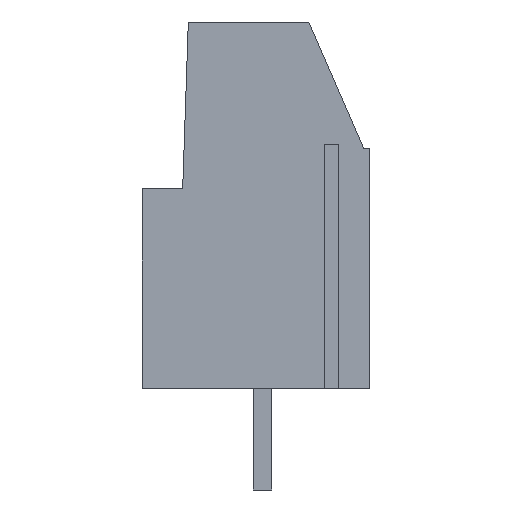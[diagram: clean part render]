
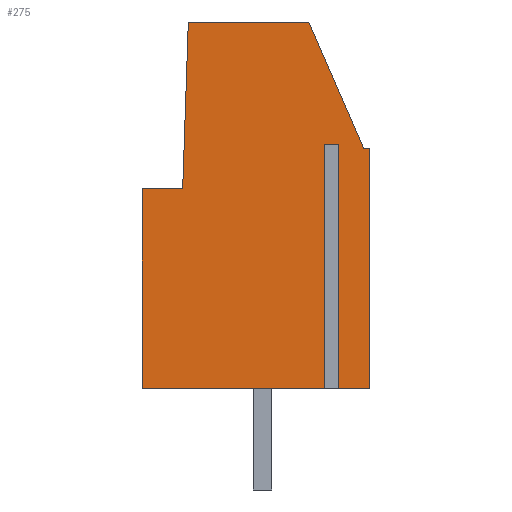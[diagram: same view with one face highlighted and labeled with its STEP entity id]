
A CAD part, left-side view. The second image highlights one B-rep face of the part: STEP entity #275.
In plain terms, the highlighted planar face has unit normal (-1, 0, 0).
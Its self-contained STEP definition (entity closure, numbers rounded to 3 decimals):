
#13=DIRECTION('',(0.,0.,1.));
#21=EDGE_CURVE('',#22,#24,#26,.T.);
#22=VERTEX_POINT('',#23);
#23=CARTESIAN_POINT('',(-2.54,-5.283,0.));
#24=VERTEX_POINT('',#25);
#25=CARTESIAN_POINT('',(-2.54,-3.562,0.));
#26=LINE('',#23,#27);
#27=VECTOR('',#28,1.);
#28=DIRECTION('',(0.,1.,0.));
#35=DIRECTION('',(1.,0.,0.));
#53=VECTOR('',#54,1.);
#54=DIRECTION('',(0.,-1.,0.));
#68=VERTEX_POINT('',#69);
#69=CARTESIAN_POINT('',(-2.54,5.917,0.));
#72=EDGE_CURVE('',#73,#68,#26,.T.);
#73=VERTEX_POINT('',#74);
#74=CARTESIAN_POINT('',(-2.54,-3.205,0.));
#275=ADVANCED_FACE('',(#276),#335,.F.);
#276=FACE_BOUND('',#277,.F.);
#277=EDGE_LOOP('',(#278,#287,#292,#298,#299,#305,#310,#313,#314,#319,#324,#331));
#278=ORIENTED_EDGE('',*,*,#279,.T.);
#279=EDGE_CURVE('',#280,#282,#284,.T.);
#280=VERTEX_POINT('',#281);
#281=CARTESIAN_POINT('',(-2.54,-2.283,18.));
#282=VERTEX_POINT('',#283);
#283=CARTESIAN_POINT('',(-2.54,-4.983,11.8));
#284=LINE('',#281,#285);
#285=VECTOR('',#286,1.);
#286=DIRECTION('',(0.,-0.399,-0.917));
#287=ORIENTED_EDGE('',*,*,#288,.T.);
#288=EDGE_CURVE('',#282,#289,#291,.T.);
#289=VERTEX_POINT('',#290);
#290=CARTESIAN_POINT('',(-2.54,-5.283,11.8));
#291=LINE('',#283,#53);
#292=ORIENTED_EDGE('',*,*,#293,.T.);
#293=EDGE_CURVE('',#289,#22,#294,.T.);
#294=LINE('',#295,#296);
#295=CARTESIAN_POINT('',(-2.54,-5.283,18.));
#296=VECTOR('',#297,1.);
#297=DIRECTION('',(0.,0.,-1.));
#298=ORIENTED_EDGE('',*,*,#21,.T.);
#299=ORIENTED_EDGE('',*,*,#300,.T.);
#300=EDGE_CURVE('',#24,#301,#303,.T.);
#301=VERTEX_POINT('',#302);
#302=CARTESIAN_POINT('',(-2.54,-3.562,12.));
#303=LINE('',#25,#304);
#304=VECTOR('',#13,1.);
#305=ORIENTED_EDGE('',*,*,#306,.T.);
#306=EDGE_CURVE('',#301,#307,#309,.T.);
#307=VERTEX_POINT('',#308);
#308=CARTESIAN_POINT('',(-2.54,-3.205,12.));
#309=LINE('',#302,#27);
#310=ORIENTED_EDGE('',*,*,#311,.F.);
#311=EDGE_CURVE('',#73,#307,#312,.T.);
#312=LINE('',#74,#304);
#313=ORIENTED_EDGE('',*,*,#72,.T.);
#314=ORIENTED_EDGE('',*,*,#315,.T.);
#315=EDGE_CURVE('',#68,#316,#318,.T.);
#316=VERTEX_POINT('',#317);
#317=CARTESIAN_POINT('',(-2.54,5.917,9.8));
#318=LINE('',#69,#304);
#319=ORIENTED_EDGE('',*,*,#320,.F.);
#320=EDGE_CURVE('',#321,#316,#323,.T.);
#321=VERTEX_POINT('',#322);
#322=CARTESIAN_POINT('',(-2.54,3.92,9.8));
#323=LINE('',#322,#27);
#324=ORIENTED_EDGE('',*,*,#325,.F.);
#325=EDGE_CURVE('',#326,#321,#328,.T.);
#326=VERTEX_POINT('',#327);
#327=CARTESIAN_POINT('',(-2.54,3.644,18.));
#328=LINE('',#327,#329);
#329=VECTOR('',#330,1.);
#330=DIRECTION('',(0.,0.034,-0.999));
#331=ORIENTED_EDGE('',*,*,#332,.T.);
#332=EDGE_CURVE('',#326,#280,#333,.T.);
#333=LINE('',#334,#53);
#334=CARTESIAN_POINT('',(-2.54,5.917,18.));
#335=PLANE('',#336);
#336=AXIS2_PLACEMENT_3D('',#337,#35,#338);
#337=CARTESIAN_POINT('',(-2.54,0.317,9.));
#338=DIRECTION('',(-0.,0.,1.));
